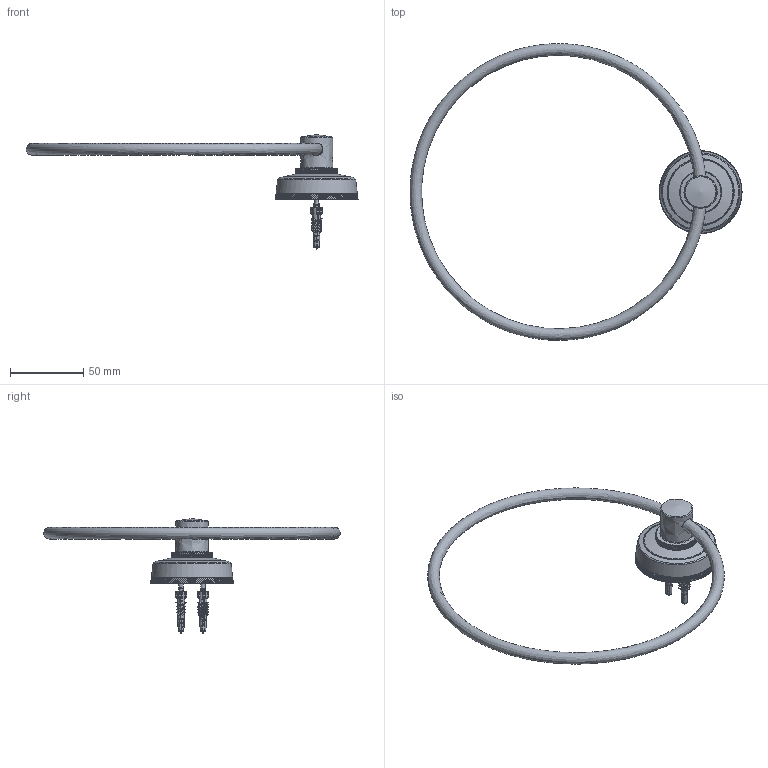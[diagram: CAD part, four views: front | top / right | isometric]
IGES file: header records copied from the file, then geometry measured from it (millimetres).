
Global section: file name: N1498-8; native system: Autodesk Inventor 2020; preprocessor: unknown; author: camerond; date: 20200521.142835; units: millimetre
Bounding box: 226.47 x 202.31 x 78.37 mm (x, y, z)
Volume: 71286 mm3; surface area: 39327.3 mm2
Topology: 10 solids, 10 shells, 5959 faces, 13344 edges, 7398 vertices
Faces by surface type: bspline 5959
